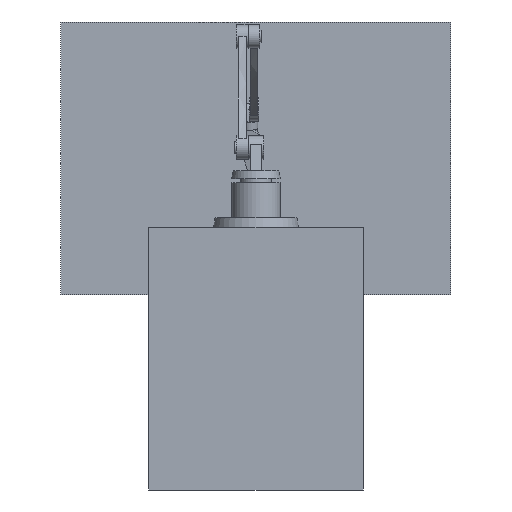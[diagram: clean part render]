
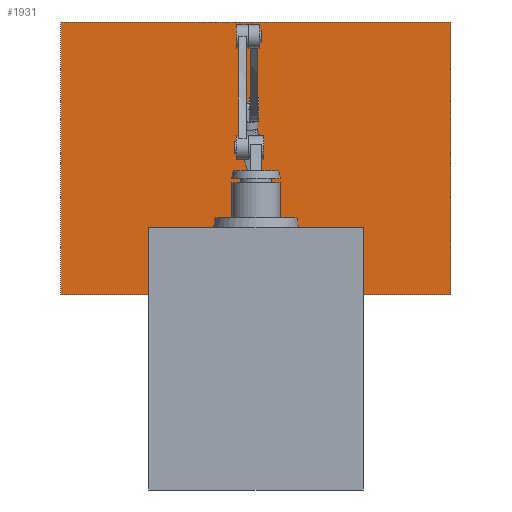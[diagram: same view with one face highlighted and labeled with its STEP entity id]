
A CAD part, front view. The second image highlights one B-rep face of the part: STEP entity #1931.
In plain terms, the highlighted planar face has unit normal (0, -1, 0).
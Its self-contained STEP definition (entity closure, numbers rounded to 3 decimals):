
#415=FACE_OUTER_BOUND('',#567,.T.);
#567=EDGE_LOOP('',(#1724,#1725,#1726,#1727));
#677=LINE('',#4520,#795);
#685=LINE('',#4535,#803);
#686=LINE('',#4537,#804);
#687=LINE('',#4538,#805);
#795=VECTOR('',#2752,10.);
#803=VECTOR('',#2764,10.);
#804=VECTOR('',#2767,10.);
#805=VECTOR('',#2768,10.);
#963=VERTEX_POINT('',#4516);
#965=VERTEX_POINT('',#4519);
#969=VERTEX_POINT('',#4531);
#970=VERTEX_POINT('',#4533);
#1215=EDGE_CURVE('',#963,#965,#677,.T.);
#1223=EDGE_CURVE('',#969,#970,#685,.T.);
#1224=EDGE_CURVE('',#969,#963,#686,.T.);
#1225=EDGE_CURVE('',#965,#970,#687,.T.);
#1724=ORIENTED_EDGE('',*,*,#1224,.F.);
#1725=ORIENTED_EDGE('',*,*,#1223,.T.);
#1726=ORIENTED_EDGE('',*,*,#1225,.F.);
#1727=ORIENTED_EDGE('',*,*,#1215,.F.);
#1806=PLANE('',#2234);
#1931=ADVANCED_FACE('',(#415),#1806,.T.);
#2234=AXIS2_PLACEMENT_3D('',#4536,#2765,#2766);
#2752=DIRECTION('',(0.,0.,1.));
#2764=DIRECTION('',(0.,0.,1.));
#2765=DIRECTION('center_axis',(0.,-1.,0.));
#2766=DIRECTION('ref_axis',(1.,0.,0.));
#2767=DIRECTION('',(-1.,0.,0.));
#2768=DIRECTION('',(1.,0.,0.));
#4516=CARTESIAN_POINT('',(-500.,-200.,0.));
#4519=CARTESIAN_POINT('',(-500.,-200.,700.));
#4520=CARTESIAN_POINT('',(-500.,-200.,0.));
#4531=CARTESIAN_POINT('',(500.,-200.,0.));
#4533=CARTESIAN_POINT('',(500.,-200.,700.));
#4535=CARTESIAN_POINT('',(500.,-200.,0.));
#4536=CARTESIAN_POINT('Origin',(-500.,-200.,0.));
#4537=CARTESIAN_POINT('',(500.,-200.,0.));
#4538=CARTESIAN_POINT('',(500.,-200.,700.));
